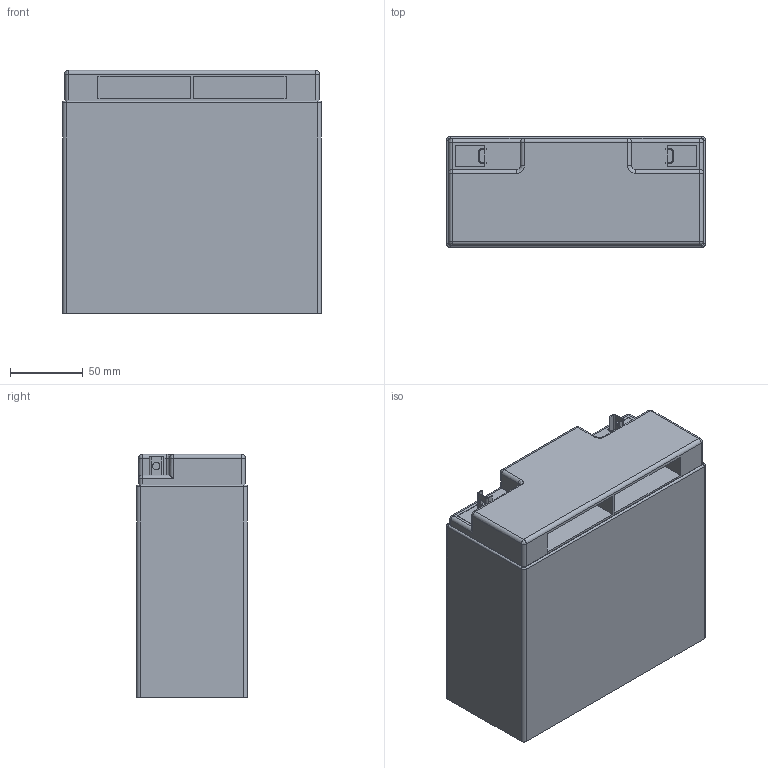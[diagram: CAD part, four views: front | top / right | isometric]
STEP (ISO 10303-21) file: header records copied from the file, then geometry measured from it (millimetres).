
FILE_DESCRIPTION (( 'STEP AP214' ), '1' );
FILE_NAME ('User Library-Battery-6.STEP', '2016-01-18T09:55:22', ( 'Windows User' ), ( '' ), 'SwSTEP 2.0', 'SolidWorks 2016', '' );
FILE_SCHEMA (( 'AUTOMOTIVE_DESIGN' ));
Length unit declared in the file: inch
Products named in the file (1): User Library-Battery-6
Bounding box: 177.8 x 76.2 x 167.13 mm (x, y, z)
Volume: 2161082.1 mm3; surface area: 120640.9 mm2
Topology: 1 solids, 1 shells, 127 faces, 325 edges, 199 vertices
Faces by surface type: plane 71, cylinder 42, bspline 12, torus 2
Entity records: 4921 total; most frequent: CARTESIAN_POINT 1011, ORIENTED_EDGE 634, DIRECTION 618, EDGE_CURVE 317, LINE 228, VECTOR 228, VERTEX_POINT 199, AXIS2_PLACEMENT_3D 195
